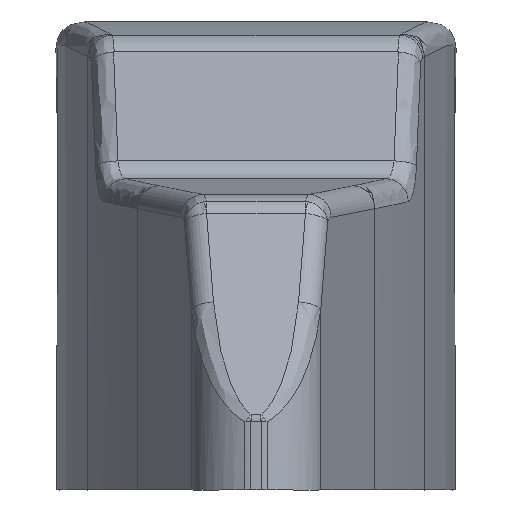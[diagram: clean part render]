
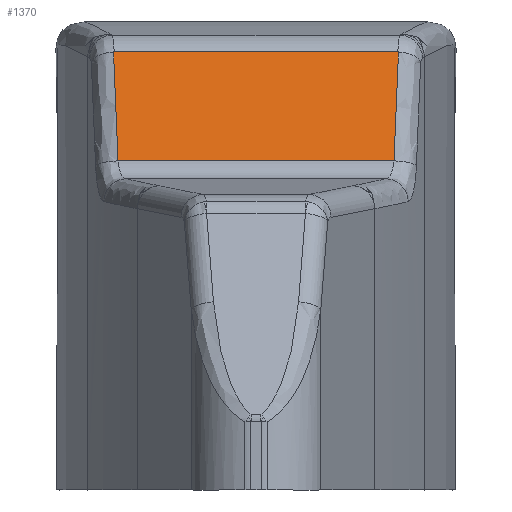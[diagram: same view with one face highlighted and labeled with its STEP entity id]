
A CAD part, left-side view. The second image highlights one B-rep face of the part: STEP entity #1370.
In plain terms, the highlighted planar face has unit normal (-0.977, 0, 0.213).
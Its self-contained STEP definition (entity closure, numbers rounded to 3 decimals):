
#22=PLANE('',#1546);
#53=LINE('',#3420,#102);
#70=LINE('',#3538,#119);
#102=VECTOR('',#1823,0.393);
#119=VECTOR('',#1892,0.393);
#163=ELLIPSE('',#1448,61.833,13.165);
#178=ELLIPSE('',#1518,61.833,13.165);
#267=FACE_OUTER_BOUND('',#356,.T.);
#356=EDGE_LOOP('',(#1201,#1202,#1203,#1204,#1205,#1206));
#385=B_SPLINE_CURVE_WITH_KNOTS('',3,(#2537,#2538,#2539,#2540,#2541,#2542),
 .UNSPECIFIED.,.F.,.F.,(4,2,4),(0.,0.002,0.004),
 .UNSPECIFIED.);
#410=B_SPLINE_CURVE_WITH_KNOTS('',3,(#3318,#3319,#3320,#3321,#3322,#3323),
 .UNSPECIFIED.,.F.,.F.,(4,2,4),(0.,0.002,0.004),
 .UNSPECIFIED.);
#539=VERTEX_POINT('',#2504);
#540=VERTEX_POINT('',#2536);
#544=VERTEX_POINT('',#2581);
#600=VERTEX_POINT('',#3312);
#601=VERTEX_POINT('',#3317);
#604=VERTEX_POINT('',#3387);
#682=EDGE_CURVE('',#540,#539,#385,.T.);
#688=EDGE_CURVE('',#539,#544,#163,.T.);
#782=EDGE_CURVE('',#600,#601,#410,.T.);
#788=EDGE_CURVE('',#601,#604,#178,.T.);
#791=EDGE_CURVE('',#544,#604,#53,.T.);
#820=EDGE_CURVE('',#600,#540,#70,.T.);
#1201=ORIENTED_EDGE('',*,*,#782,.F.);
#1202=ORIENTED_EDGE('',*,*,#820,.T.);
#1203=ORIENTED_EDGE('',*,*,#682,.T.);
#1204=ORIENTED_EDGE('',*,*,#688,.T.);
#1205=ORIENTED_EDGE('',*,*,#791,.T.);
#1206=ORIENTED_EDGE('',*,*,#788,.F.);
#1370=ADVANCED_FACE('',(#267),#22,.F.);
#1448=AXIS2_PLACEMENT_3D('',#2608,#1656,#1657);
#1518=AXIS2_PLACEMENT_3D('',#3416,#1816,#1817);
#1546=AXIS2_PLACEMENT_3D('',#3537,#1890,#1891);
#1656=DIRECTION('center_axis',(-0.977,0.,0.213));
#1657=DIRECTION('ref_axis',(-0.213,0.,-0.977));
#1816=DIRECTION('center_axis',(0.977,0.,-0.213));
#1817=DIRECTION('ref_axis',(-0.213,0.,-0.977));
#1823=DIRECTION('',(0.,-1.,0.));
#1890=DIRECTION('center_axis',(0.977,0.,-0.213));
#1891=DIRECTION('ref_axis',(0.213,0.,0.977));
#1892=DIRECTION('',(0.,1.,0.));
#2504=CARTESIAN_POINT('',(-0.201,0.319,1.053));
#2536=CARTESIAN_POINT('',(-0.201,0.317,1.053));
#2537=CARTESIAN_POINT('Ctrl Pts',(-0.201,0.317,
1.053));
#2538=CARTESIAN_POINT('Ctrl Pts',(-0.201,0.318,
1.053));
#2539=CARTESIAN_POINT('Ctrl Pts',(-0.201,0.318,
1.053));
#2540=CARTESIAN_POINT('Ctrl Pts',(-0.201,0.318,
1.053));
#2541=CARTESIAN_POINT('Ctrl Pts',(-0.201,0.319,
1.053));
#2542=CARTESIAN_POINT('Ctrl Pts',(-0.201,0.319,
1.053));
#2581=CARTESIAN_POINT('',(-0.255,0.309,0.809));
#2608=CARTESIAN_POINT('Origin',(2.201,-12.625,12.077));
#3312=CARTESIAN_POINT('',(-0.201,-0.317,1.053));
#3317=CARTESIAN_POINT('',(-0.201,-0.319,1.053));
#3318=CARTESIAN_POINT('Ctrl Pts',(-0.201,-0.317,
1.053));
#3319=CARTESIAN_POINT('Ctrl Pts',(-0.201,-0.318,
1.053));
#3320=CARTESIAN_POINT('Ctrl Pts',(-0.201,-0.318,
1.053));
#3321=CARTESIAN_POINT('Ctrl Pts',(-0.201,-0.318,
1.053));
#3322=CARTESIAN_POINT('Ctrl Pts',(-0.201,-0.319,
1.053));
#3323=CARTESIAN_POINT('Ctrl Pts',(-0.201,-0.319,
1.053));
#3387=CARTESIAN_POINT('',(-0.255,-0.309,0.809));
#3416=CARTESIAN_POINT('Origin',(2.201,12.625,12.077));
#3420=CARTESIAN_POINT('',(-0.255,0.,0.809));
#3537=CARTESIAN_POINT('Origin',(-0.263,0.,
0.771));
#3538=CARTESIAN_POINT('',(-0.201,0.,1.053));
